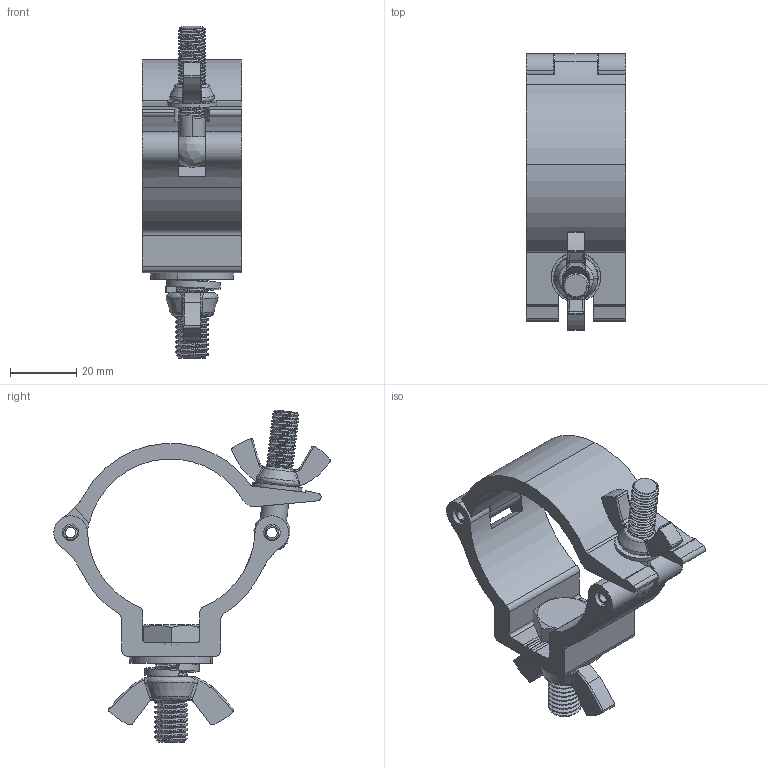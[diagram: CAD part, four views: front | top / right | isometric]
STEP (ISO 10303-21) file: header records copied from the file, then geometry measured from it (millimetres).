
FILE_DESCRIPTION(/* description */ (''),/* implementation_level */ '2;1');
FILE_NAME(/* name */ 'Mini-360-Clamp-CJS5001.stp',/* time_stamp */ '2021-04-07T14:47:11-07:00',/* author */ ('TheDanny'),/* organization */ (''),/* preprocessor_version */ 'ST-DEVELOPER v18.1',/* originating_system */ 'Autodesk Inventor 2021',/* authorisation */ '');
FILE_SCHEMA (('AUTOMOTIVE_DESIGN { 1 0 10303 214 3 1 1 }'));
Length unit declared in the file: inch
Products named in the file (12): Mini-360-Clamp-CJS5001; Mini-360-Clamp-CJS50011; Mini-360-Clamp-CJS50012; Mini-360-Clamp-CJS50013; Mini-360-Clamp-CJS50014; Mini-360-Clamp-CJS50015; Mini-360-Clamp-CJS50016; Mini-360-Clamp-CJS50017; Mini-360-Clamp-CJS50018; Mini-360-Clamp-CJS50019; Mini-360-Clamp-CJS500110; Mini-360-Clamp-CJS500111
Assembly tree (11 placements, depth 2):
  Mini-360-Clamp-CJS5001
    Mini-360-Clamp-CJS50011
    Mini-360-Clamp-CJS50012
    Mini-360-Clamp-CJS50013
    Mini-360-Clamp-CJS50014
    Mini-360-Clamp-CJS50015
    Mini-360-Clamp-CJS50016
    Mini-360-Clamp-CJS50017
    Mini-360-Clamp-CJS50018
    Mini-360-Clamp-CJS50019
    Mini-360-Clamp-CJS500110
    Mini-360-Clamp-CJS500111
Bounding box: 30 x 83.73 x 100.56 mm (x, y, z)
Volume: 38721.2 mm3; surface area: 25299 mm2
Topology: 11 solids, 11 shells, 427 faces, 1132 edges, 721 vertices
Faces by surface type: cylinder 207, bspline 93, plane 92, cone 35
Entity records: 32594 total; most frequent: CARTESIAN_POINT 22888, ORIENTED_EDGE 2254, DIRECTION 1636, EDGE_CURVE 1127, VERTEX_POINT 721, AXIS2_PLACEMENT_3D 624, EDGE_LOOP 448, FACE_OUTER_BOUND 427
